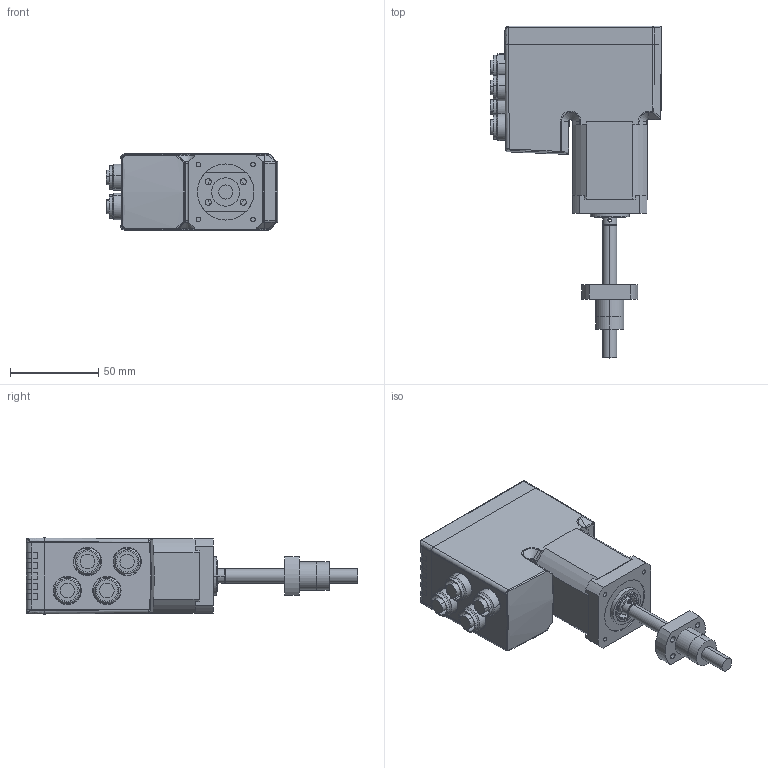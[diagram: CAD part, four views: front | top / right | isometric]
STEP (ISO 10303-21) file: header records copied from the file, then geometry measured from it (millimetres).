
FILE_DESCRIPTION (( 'STEP AP214' ), '1' );
FILE_NAME ('MIS176 Ø8x75mm spindle R1.STEP', '2020-05-07T02:11:28', ( '' ), ( '' ), 'SwSTEP 2.0', 'SolidWorks 2018', '' );
FILE_SCHEMA (( 'AUTOMOTIVE_DESIGN' ));
Length unit declared in the file: millimetre
Products named in the file (2): MIS176 Ø8x75mm spindle R1
Bounding box: 96.94 x 188 x 43.06 mm (x, y, z)
Volume: 330255.9 mm3; surface area: 43737 mm2
Topology: 5 solids, 6 shells, 508 faces, 1176 edges, 705 vertices
Faces by surface type: cylinder 200, plane 189, cone 50, bspline 40, torus 25, sphere 4
Entity records: 21148 total; most frequent: CARTESIAN_POINT 4212, DIRECTION 2366, ORIENTED_EDGE 2328, EDGE_CURVE 1164, AXIS2_PLACEMENT_3D 910, VERTEX_POINT 705, EDGE_LOOP 569, VECTOR 546
